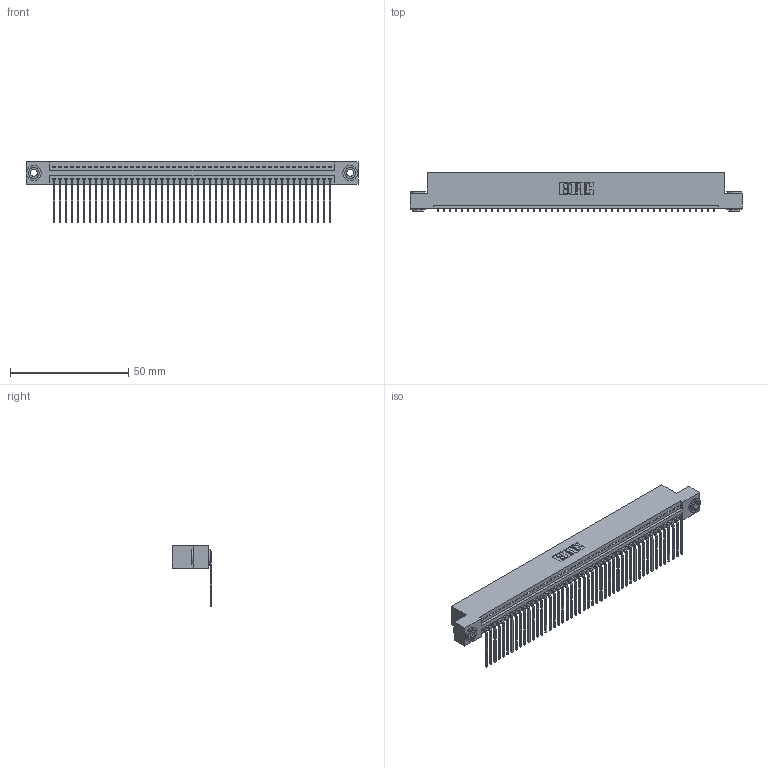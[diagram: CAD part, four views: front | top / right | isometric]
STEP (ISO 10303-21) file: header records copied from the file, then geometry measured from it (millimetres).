
FILE_DESCRIPTION (( 'STEP AP203' ), '1' );
FILE_NAME ('395-047-559-103.STEP', '2019-10-23T00:25:28', ( '' ), ( '' ), 'SwSTEP 2.0', 'SolidWorks 2016', '' );
FILE_SCHEMA (( 'CONFIG_CONTROL_DESIGN' ));
Length unit declared in the file: inch
Products named in the file (4): 345 Part_Flush Mounting Lugs - 0.156 Dia-TH; 395-047-559-103; 345-250-002_345-250-002-102; 345-292-001_558 559 Tail - 1
Assembly tree (50 placements, depth 2):
  395-047-559-103
    345 Part_Flush Mounting Lugs - 0.156 Dia-TH
    345-292-001_558 559 Tail - 1  x47
    345-250-002_345-250-002-102  x2
Bounding box: 140.59 x 16.75 x 25.53 mm (x, y, z)
Volume: 13570.2 mm3; surface area: 19236.2 mm2
Topology: 50 solids, 50 shells, 2984 faces, 8971 edges, 5914 vertices
Faces by surface type: plane 2064, cylinder 912, cone 8
Entity records: 35434 total; most frequent: CARTESIAN_POINT 6116, ORIENTED_EDGE 6090, DIRECTION 5365, EDGE_CURVE 3045, LINE 2701, VECTOR 2701, VERTEX_POINT 2026, AXIS2_PLACEMENT_3D 1332
